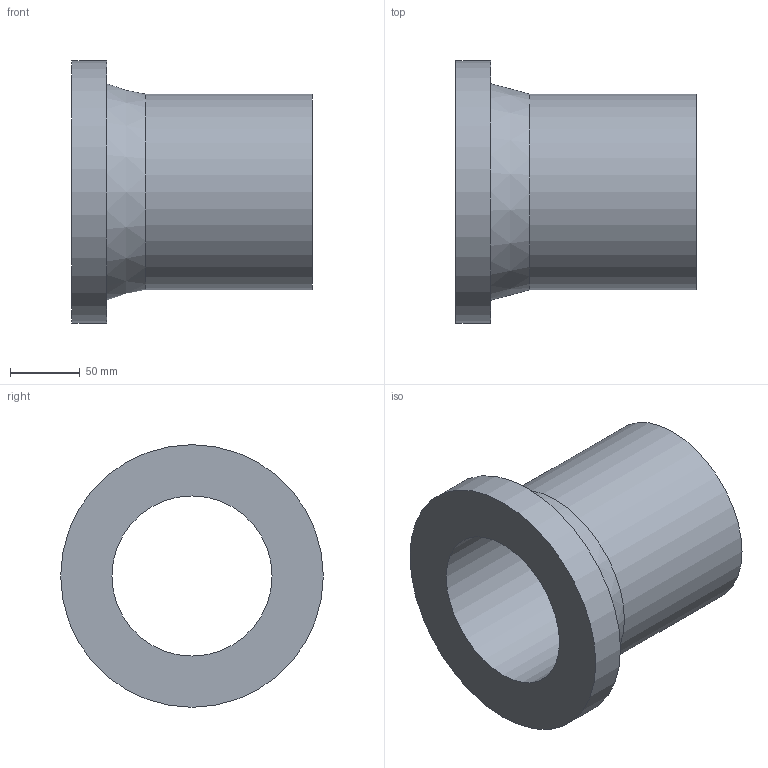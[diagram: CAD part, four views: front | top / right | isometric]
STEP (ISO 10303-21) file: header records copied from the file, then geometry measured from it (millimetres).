
FILE_DESCRIPTION(('Beschreibung'),'1');
FILE_NAME('25.80.01.103_SDR_11_PE100_140.STP', '2014-09-15T06:06:55',('Author'), ('Organization'), 'KCM Version 1.1.794.0', 'Kubotek KeyCreator', 'Authorization');
FILE_SCHEMA(('CONFIG_CONTROL_DESIGN'));
Length unit declared in the file: millimetre
Bounding box: 172 x 188 x 188 mm (x, y, z)
Volume: 1230559.1 mm3; surface area: 173874.5 mm2
Topology: 1 solids, 1 shells, 7 faces, 18 edges, 21 vertices
Faces by surface type: cylinder 3, plane 3, cone 1
Full cylindrical faces by diameter (mm): 114.6 x1, 140 x1, 188 x1
Entity records: 286 total; most frequent: DIRECTION 41, CARTESIAN_POINT 33, ORIENTED_EDGE 22, AXIS2_PLACEMENT_3D 15, EDGE_CURVE 11, VECTOR 11, LINE 11, EDGE_LOOP 10
